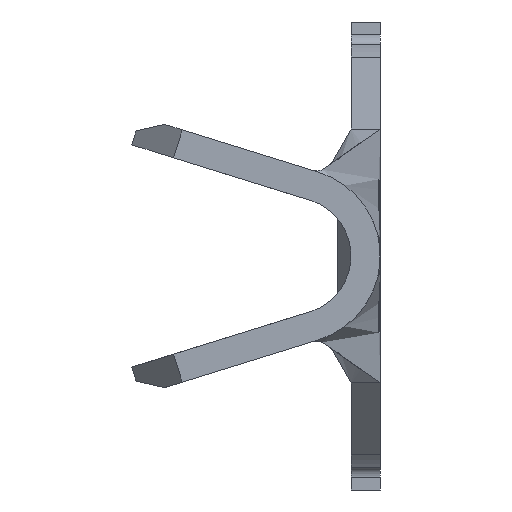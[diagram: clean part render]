
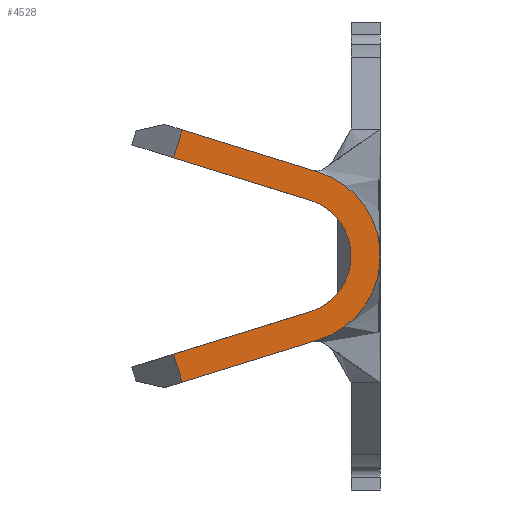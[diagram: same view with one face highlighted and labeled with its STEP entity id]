
A CAD part, left-side view. The second image highlights one B-rep face of the part: STEP entity #4528.
In plain terms, the highlighted planar face has unit normal (-1, 0, 0).
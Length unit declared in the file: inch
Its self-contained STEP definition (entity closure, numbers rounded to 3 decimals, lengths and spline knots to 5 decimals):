
#72 = DIRECTION ( 'NONE',  ( 0., 0.955, 0.297 ) ) ;
#78 = LINE ( 'NONE', #575, #2000 ) ;
#90 = CARTESIAN_POINT ( 'NONE',  ( -0.365, 0.04814, 0.0382 ) ) ;
#103 = CARTESIAN_POINT ( 'NONE',  ( -0.365, 0.06, 0. ) ) ;
#156 = DIRECTION ( 'NONE',  ( 0., -0.297, -0.955 ) ) ;
#209 = CIRCLE ( 'NONE', #5650, 0.06 ) ;
#229 = CARTESIAN_POINT ( 'NONE',  ( -0.365, 0.13542, 0.08624 ) ) ;
#308 = CARTESIAN_POINT ( 'NONE',  ( -0.365, 0.06, 0. ) ) ;
#322 = VERTEX_POINT ( 'NONE', #3273 ) ;
#325 = LINE ( 'NONE', #4624, #4777 ) ;
#474 = EDGE_CURVE ( 'NONE', #5038, #2870, #5383, .T. ) ;
#509 = ORIENTED_EDGE ( 'NONE', *, *, #3129, .F. ) ;
#556 = DIRECTION ( 'NONE',  ( 1., 0., 0. ) ) ;
#575 = CARTESIAN_POINT ( 'NONE',  ( -0.365, 0.13838, -0.07669 ) ) ;
#598 = EDGE_CURVE ( 'NONE', #3423, #3747, #3890, .T. ) ;
#762 = DIRECTION ( 'NONE',  ( 0., 0., -1. ) ) ;
#774 = CARTESIAN_POINT ( 'NONE',  ( -0.365, 0.04221, -0.0573 ) ) ;
#809 = EDGE_CURVE ( 'NONE', #322, #2870, #78, .T. ) ;
#925 = DIRECTION ( 'NONE',  ( 0., -0.955, 0.297 ) ) ;
#933 = EDGE_CURVE ( 'NONE', #5628, #2128, #2621, .T. ) ;
#970 = EDGE_LOOP ( 'NONE', ( #509, #3510, #4224, #2985, #3666, #1243, #1632, #4748 ) ) ;
#978 = AXIS2_PLACEMENT_3D ( 'NONE', #4041, #1381, #4494 ) ;
#1137 = EDGE_CURVE ( 'NONE', #3747, #2128, #5520, .T. ) ;
#1243 = ORIENTED_EDGE ( 'NONE', *, *, #809, .T. ) ;
#1312 = EDGE_CURVE ( 'NONE', #2610, #5038, #209, .T. ) ;
#1381 = DIRECTION ( 'NONE',  ( -1., 0., 0. ) ) ;
#1449 = CARTESIAN_POINT ( 'NONE',  ( -0.365, 0.04814, 0.0382 ) ) ;
#1632 = ORIENTED_EDGE ( 'NONE', *, *, #474, .F. ) ;
#1660 = DIRECTION ( 'NONE',  ( 0., 0.955, -0.297 ) ) ;
#1710 = CARTESIAN_POINT ( 'NONE',  ( -0.365, 0.13542, -0.08624 ) ) ;
#1866 = CARTESIAN_POINT ( 'NONE',  ( -0.365, 0.04221, 0.0573 ) ) ;
#1936 = VECTOR ( 'NONE', #72, 39.37008 ) ;
#2000 = VECTOR ( 'NONE', #156, 39.37008 ) ;
#2128 = VERTEX_POINT ( 'NONE', #2941 ) ;
#2146 = DIRECTION ( 'NONE',  ( 0., 0.297, -0.955 ) ) ;
#2370 = DIRECTION ( 'NONE',  ( 0., -0.955, -0.297 ) ) ;
#2610 = VERTEX_POINT ( 'NONE', #1866 ) ;
#2621 = LINE ( 'NONE', #4385, #4874 ) ;
#2679 = VECTOR ( 'NONE', #925, 39.37008 ) ;
#2686 = CARTESIAN_POINT ( 'NONE',  ( -0.365, 0.04814, -0.0382 ) ) ;
#2736 = PLANE ( 'NONE',  #3398 ) ;
#2870 = VERTEX_POINT ( 'NONE', #1710 ) ;
#2941 = CARTESIAN_POINT ( 'NONE',  ( -0.365, 0.14135, 0.06714 ) ) ;
#2985 = ORIENTED_EDGE ( 'NONE', *, *, #598, .F. ) ;
#3129 = EDGE_CURVE ( 'NONE', #5628, #2610, #325, .T. ) ;
#3273 = CARTESIAN_POINT ( 'NONE',  ( -0.365, 0.14135, -0.06714 ) ) ;
#3398 = AXIS2_PLACEMENT_3D ( 'NONE', #103, #556, #3656 ) ;
#3399 = EDGE_CURVE ( 'NONE', #322, #3423, #5078, .T. ) ;
#3405 = DIRECTION ( 'NONE',  ( 1., 0., 0. ) ) ;
#3423 = VERTEX_POINT ( 'NONE', #2686 ) ;
#3467 = CARTESIAN_POINT ( 'NONE',  ( -0.365, 0.04221, -0.0573 ) ) ;
#3510 = ORIENTED_EDGE ( 'NONE', *, *, #933, .T. ) ;
#3656 = DIRECTION ( 'NONE',  ( 0., 0., -1. ) ) ;
#3666 = ORIENTED_EDGE ( 'NONE', *, *, #3399, .F. ) ;
#3747 = VERTEX_POINT ( 'NONE', #1449 ) ;
#3890 = CIRCLE ( 'NONE', #978, 0.04 ) ;
#4027 = CARTESIAN_POINT ( 'NONE',  ( -0.365, 0.04814, -0.0382 ) ) ;
#4041 = CARTESIAN_POINT ( 'NONE',  ( -0.365, 0.06, 0. ) ) ;
#4224 = ORIENTED_EDGE ( 'NONE', *, *, #1137, .F. ) ;
#4385 = CARTESIAN_POINT ( 'NONE',  ( -0.365, 0.14135, 0.06714 ) ) ;
#4494 = DIRECTION ( 'NONE',  ( 0., 0., -1. ) ) ;
#4528 = ADVANCED_FACE ( 'NONE', ( #5066 ), #2736, .F. ) ;
#4624 = CARTESIAN_POINT ( 'NONE',  ( -0.365, 0.04221, 0.0573 ) ) ;
#4748 = ORIENTED_EDGE ( 'NONE', *, *, #1312, .F. ) ;
#4777 = VECTOR ( 'NONE', #2370, 39.37008 ) ;
#4874 = VECTOR ( 'NONE', #2146, 39.37008 ) ;
#5038 = VERTEX_POINT ( 'NONE', #774 ) ;
#5066 = FACE_OUTER_BOUND ( 'NONE', #970, .T. ) ;
#5078 = LINE ( 'NONE', #4027, #2679 ) ;
#5383 = LINE ( 'NONE', #3467, #5526 ) ;
#5520 = LINE ( 'NONE', #90, #1936 ) ;
#5526 = VECTOR ( 'NONE', #1660, 39.37008 ) ;
#5628 = VERTEX_POINT ( 'NONE', #229 ) ;
#5650 = AXIS2_PLACEMENT_3D ( 'NONE', #308, #3405, #762 ) ;
